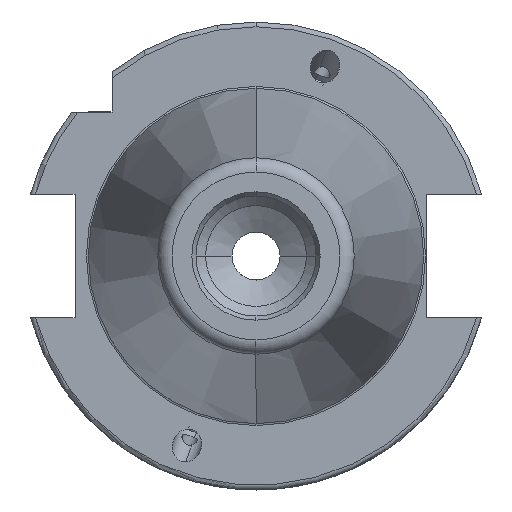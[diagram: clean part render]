
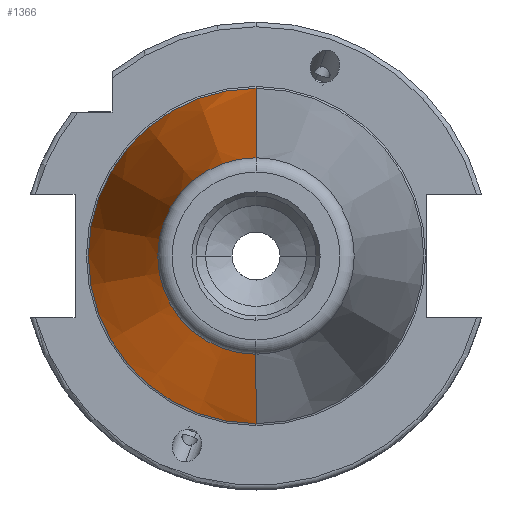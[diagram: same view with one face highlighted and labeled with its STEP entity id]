
A CAD part, left-side view. The second image highlights one B-rep face of the part: STEP entity #1366.
In plain terms, the highlighted conical face has half-angle 8.297 degrees and reference radius 34.925 mm.
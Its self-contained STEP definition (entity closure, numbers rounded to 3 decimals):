
#585 = EDGE_CURVE ( 'NONE', #674, #7983, #6541, .T. ) ;
#674 = VERTEX_POINT ( 'NONE', #1727 ) ;
#924 = ORIENTED_EDGE ( 'NONE', *, *, #585, .T. ) ;
#966 = VERTEX_POINT ( 'NONE', #2449 ) ;
#1070 = LINE ( 'NONE', #9819, #7933 ) ;
#1366 = ADVANCED_FACE ( 'NONE', ( #2716 ), #5420, .T. ) ;
#1628 = AXIS2_PLACEMENT_3D ( 'NONE', #9170, #2100, #5242 ) ;
#1679 = EDGE_CURVE ( 'NONE', #7983, #9522, #9920, .T. ) ;
#1727 = CARTESIAN_POINT ( 'NONE',  ( -99.183, -20.461, 0. ) ) ;
#2039 = DIRECTION ( 'NONE',  ( 0., -1., 0. ) ) ;
#2100 = DIRECTION ( 'NONE',  ( 1., 0., 0. ) ) ;
#2449 = CARTESIAN_POINT ( 'NONE',  ( -99.183, 20.461, 0. ) ) ;
#2488 = AXIS2_PLACEMENT_3D ( 'NONE', #3837, #7769, #6892 ) ;
#2615 = DIRECTION ( 'NONE',  ( 0.99, -0.144, 0. ) ) ;
#2716 = FACE_OUTER_BOUND ( 'NONE', #8531, .T. ) ;
#3046 = EDGE_CURVE ( 'NONE', #674, #966, #8594, .T. ) ;
#3637 = CARTESIAN_POINT ( 'NONE',  ( 0., 0., 0. ) ) ;
#3811 = CARTESIAN_POINT ( 'NONE',  ( 0., 34.925, 0. ) ) ;
#3837 = CARTESIAN_POINT ( 'NONE',  ( -99.183, 0., 0. ) ) ;
#5242 = DIRECTION ( 'NONE',  ( 0., 1., 0. ) ) ;
#5420 = CONICAL_SURFACE ( 'NONE', #1628, 34.925, 0.145 ) ;
#6506 = ORIENTED_EDGE ( 'NONE', *, *, #1679, .T. ) ;
#6541 = LINE ( 'NONE', #9705, #6553 ) ;
#6553 = VECTOR ( 'NONE', #2615, 1000. ) ;
#6554 = DIRECTION ( 'NONE',  ( 0.99, 0.144, 0. ) ) ;
#6892 = DIRECTION ( 'NONE',  ( 0., -1., 0. ) ) ;
#7311 = EDGE_CURVE ( 'NONE', #966, #9522, #1070, .T. ) ;
#7631 = CARTESIAN_POINT ( 'NONE',  ( 0., -34.925, 0. ) ) ;
#7769 = DIRECTION ( 'NONE',  ( -1., 0., 0. ) ) ;
#7933 = VECTOR ( 'NONE', #6554, 1000. ) ;
#7983 = VERTEX_POINT ( 'NONE', #7631 ) ;
#8531 = EDGE_LOOP ( 'NONE', ( #9401, #924, #6506, #10132 ) ) ;
#8594 = CIRCLE ( 'NONE', #2488, 20.461 ) ;
#9110 = DIRECTION ( 'NONE',  ( -1., 0., 0. ) ) ;
#9170 = CARTESIAN_POINT ( 'NONE',  ( 0., 0., 0. ) ) ;
#9395 = AXIS2_PLACEMENT_3D ( 'NONE', #3637, #9110, #2039 ) ;
#9401 = ORIENTED_EDGE ( 'NONE', *, *, #3046, .F. ) ;
#9522 = VERTEX_POINT ( 'NONE', #3811 ) ;
#9705 = CARTESIAN_POINT ( 'NONE',  ( 0., -34.925, 0. ) ) ;
#9819 = CARTESIAN_POINT ( 'NONE',  ( 0., 34.925, 0. ) ) ;
#9920 = CIRCLE ( 'NONE', #9395, 34.925 ) ;
#10132 = ORIENTED_EDGE ( 'NONE', *, *, #7311, .F. ) ;
